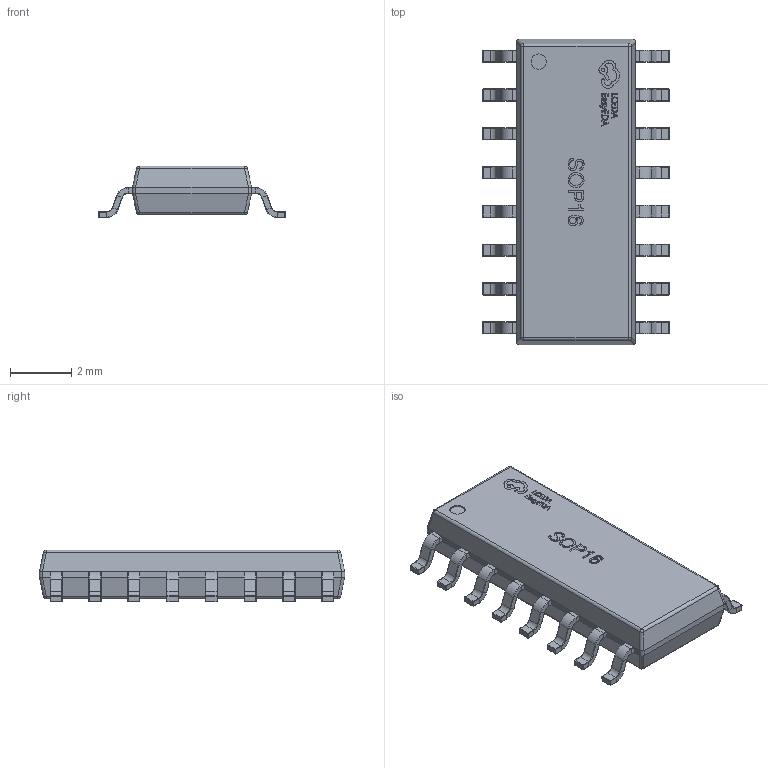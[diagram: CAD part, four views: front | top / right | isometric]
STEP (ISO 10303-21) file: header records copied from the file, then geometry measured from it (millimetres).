
FILE_DESCRIPTION (( 'STEP AP214' ), '1' );
FILE_NAME ('SOP-16_L9.9-W3.9-H1.5-LS6.0-P1.27.step', '2022-07-26T10:03:39', ( '' ), ( '' ), 'SwSTEP 2.0', 'SolidWorks 2020', '' );
FILE_SCHEMA (( 'AUTOMOTIVE_DESIGN' ));
Length unit declared in the file: millimetre
Products named in the file (1): SOP-16_L9.9-W3.9-H1.5-LS6.0-P1.27
Bounding box: 6.11 x 10 x 1.7 mm (x, y, z)
Volume: 61.4 mm3; surface area: 145.2 mm2
Topology: 30 solids, 30 shells, 1235 faces, 2781 edges, 1590 vertices
Faces by surface type: plane 509, cylinder 358, bspline 152, torus 128, sphere 88
Entity records: 49956 total; most frequent: CARTESIAN_POINT 10319, ORIENTED_EDGE 5434, DIRECTION 5397, EDGE_CURVE 2717, AXIS2_PLACEMENT_3D 1928, VERTEX_POINT 1558, VECTOR 1541, LINE 1541
